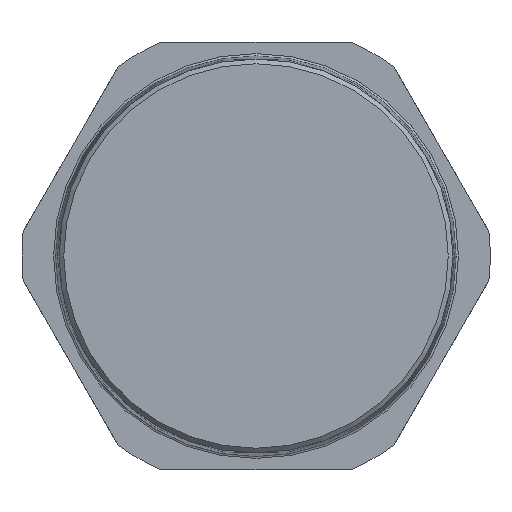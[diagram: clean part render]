
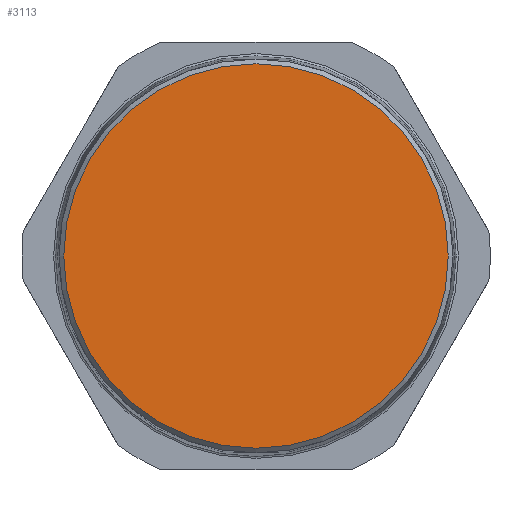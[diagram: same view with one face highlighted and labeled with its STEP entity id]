
A CAD part, left-side view. The second image highlights one B-rep face of the part: STEP entity #3113.
In plain terms, the highlighted planar face has unit normal (-1, 0, 0).
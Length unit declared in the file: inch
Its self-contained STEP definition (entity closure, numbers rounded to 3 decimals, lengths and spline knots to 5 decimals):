
#115=PLANE('',#3590);
#701=FACE_OUTER_BOUND('',#867,.T.);
#867=EDGE_LOOP('',(#2829));
#1185=CIRCLE('',#3591,1.68106);
#1507=VERTEX_POINT('',#5845);
#1957=EDGE_CURVE('',#1507,#1507,#1185,.T.);
#2829=ORIENTED_EDGE('',*,*,#1957,.F.);
#3113=ADVANCED_FACE('',(#701),#115,.T.);
#3590=AXIS2_PLACEMENT_3D('',#5844,#4600,#4601);
#3591=AXIS2_PLACEMENT_3D('',#5846,#4602,#4603);
#4600=DIRECTION('center_axis',(-1.,0.,0.));
#4601=DIRECTION('ref_axis',(0.,0.,
-1.));
#4602=DIRECTION('center_axis',(1.,0.,0.));
#4603=DIRECTION('ref_axis',(0.,1.,0.));
#5844=CARTESIAN_POINT('Origin',(-3.34252,-1.72043,0.));
#5845=CARTESIAN_POINT('',(-3.34252,-1.68106,0.));
#5846=CARTESIAN_POINT('Origin',(-3.34252,0.,
0.));
